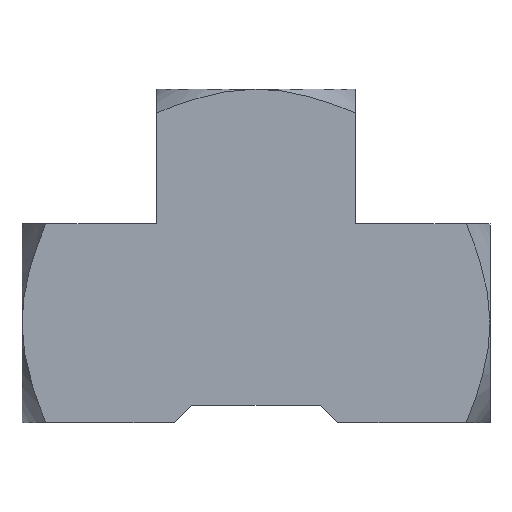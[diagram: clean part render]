
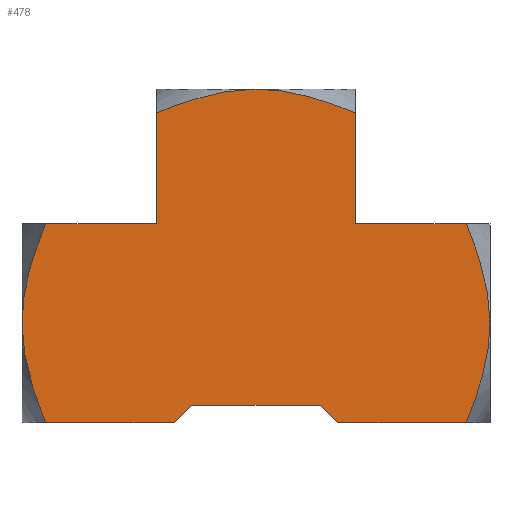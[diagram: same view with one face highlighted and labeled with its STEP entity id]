
A CAD part, top view. The second image highlights one B-rep face of the part: STEP entity #478.
In plain terms, the highlighted planar face has unit normal (0, 0, 1).
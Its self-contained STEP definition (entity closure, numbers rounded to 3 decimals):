
#15=LINE('',#761,#39);
#16=LINE('',#763,#40);
#17=LINE('',#772,#41);
#18=LINE('',#774,#42);
#19=LINE('',#776,#43);
#20=LINE('',#778,#44);
#21=LINE('',#780,#45);
#22=LINE('',#789,#46);
#23=LINE('',#790,#47);
#39=VECTOR('',#618,9.467);
#40=VECTOR('',#619,9.467);
#41=VECTOR('',#620,10.967);
#42=VECTOR('',#621,2.121);
#43=VECTOR('',#622,11.);
#44=VECTOR('',#623,2.121);
#45=VECTOR('',#624,10.967);
#46=VECTOR('',#625,9.467);
#47=VECTOR('',#626,9.467);
#65=(
BOUNDED_CURVE()
B_SPLINE_CURVE(2,(#737,#738,#739),.UNSPECIFIED.,.F.,.F.)
B_SPLINE_CURVE_WITH_KNOTS((3,3),(0.852,2.019),
 .UNSPECIFIED.)
CURVE()
GEOMETRIC_REPRESENTATION_ITEM()
RATIONAL_B_SPLINE_CURVE((1.151,1.179,1.))
REPRESENTATION_ITEM('')
);
#67=(
BOUNDED_CURVE()
B_SPLINE_CURVE(2,(#745,#746,#747),.UNSPECIFIED.,.F.,.F.)
B_SPLINE_CURVE_WITH_KNOTS((3,3),(2.019,3.185),
 .UNSPECIFIED.)
CURVE()
GEOMETRIC_REPRESENTATION_ITEM()
RATIONAL_B_SPLINE_CURVE((1.,1.179,1.151))
REPRESENTATION_ITEM('')
);
#71=(
BOUNDED_CURVE()
B_SPLINE_CURVE(2,(#764,#765,#766),.UNSPECIFIED.,.F.,.F.)
B_SPLINE_CURVE_WITH_KNOTS((3,3),(0.782,1.927),
 .UNSPECIFIED.)
CURVE()
GEOMETRIC_REPRESENTATION_ITEM()
RATIONAL_B_SPLINE_CURVE((1.141,1.174,1.))
REPRESENTATION_ITEM('')
);
#72=(
BOUNDED_CURVE()
B_SPLINE_CURVE(2,(#768,#769,#770),.UNSPECIFIED.,.F.,.F.)
B_SPLINE_CURVE_WITH_KNOTS((3,3),(1.927,3.071),
 .UNSPECIFIED.)
CURVE()
GEOMETRIC_REPRESENTATION_ITEM()
RATIONAL_B_SPLINE_CURVE((1.,1.174,1.141))
REPRESENTATION_ITEM('')
);
#73=(
BOUNDED_CURVE()
B_SPLINE_CURVE(2,(#781,#782,#783),.UNSPECIFIED.,.F.,.F.)
B_SPLINE_CURVE_WITH_KNOTS((3,3),(0.52,1.578),
 .UNSPECIFIED.)
CURVE()
GEOMETRIC_REPRESENTATION_ITEM()
RATIONAL_B_SPLINE_CURVE((1.101,1.153,1.))
REPRESENTATION_ITEM('')
);
#74=(
BOUNDED_CURVE()
B_SPLINE_CURVE(2,(#785,#786,#787),.UNSPECIFIED.,.F.,.F.)
B_SPLINE_CURVE_WITH_KNOTS((3,3),(1.578,2.636),
 .UNSPECIFIED.)
CURVE()
GEOMETRIC_REPRESENTATION_ITEM()
RATIONAL_B_SPLINE_CURVE((1.,1.153,1.101))
REPRESENTATION_ITEM('')
);
#90=PLANE('',#531);
#126=FACE_OUTER_BOUND('',#166,.T.);
#166=EDGE_LOOP('',(#355,#356,#357,#358,#359,#360,#361,#362,#363,#364,#365,
#366,#367,#368,#369));
#208=VERTEX_POINT('',#692);
#216=VERTEX_POINT('',#710);
#220=VERTEX_POINT('',#720);
#224=VERTEX_POINT('',#736);
#225=VERTEX_POINT('',#744);
#227=VERTEX_POINT('',#760);
#228=VERTEX_POINT('',#762);
#229=VERTEX_POINT('',#767);
#230=VERTEX_POINT('',#771);
#231=VERTEX_POINT('',#773);
#232=VERTEX_POINT('',#775);
#233=VERTEX_POINT('',#777);
#234=VERTEX_POINT('',#779);
#235=VERTEX_POINT('',#784);
#236=VERTEX_POINT('',#788);
#269=EDGE_CURVE('',#224,#216,#65,.T.);
#271=EDGE_CURVE('',#216,#225,#67,.T.);
#275=EDGE_CURVE('',#225,#227,#15,.T.);
#276=EDGE_CURVE('',#227,#228,#16,.T.);
#277=EDGE_CURVE('',#228,#208,#71,.T.);
#278=EDGE_CURVE('',#208,#229,#72,.T.);
#279=EDGE_CURVE('',#229,#230,#17,.T.);
#280=EDGE_CURVE('',#230,#231,#18,.T.);
#281=EDGE_CURVE('',#231,#232,#19,.T.);
#282=EDGE_CURVE('',#232,#233,#20,.T.);
#283=EDGE_CURVE('',#233,#234,#21,.T.);
#284=EDGE_CURVE('',#234,#220,#73,.T.);
#285=EDGE_CURVE('',#220,#235,#74,.T.);
#286=EDGE_CURVE('',#235,#236,#22,.T.);
#287=EDGE_CURVE('',#236,#224,#23,.T.);
#355=ORIENTED_EDGE('',*,*,#269,.T.);
#356=ORIENTED_EDGE('',*,*,#271,.T.);
#357=ORIENTED_EDGE('',*,*,#275,.T.);
#358=ORIENTED_EDGE('',*,*,#276,.T.);
#359=ORIENTED_EDGE('',*,*,#277,.T.);
#360=ORIENTED_EDGE('',*,*,#278,.T.);
#361=ORIENTED_EDGE('',*,*,#279,.T.);
#362=ORIENTED_EDGE('',*,*,#280,.T.);
#363=ORIENTED_EDGE('',*,*,#281,.T.);
#364=ORIENTED_EDGE('',*,*,#282,.T.);
#365=ORIENTED_EDGE('',*,*,#283,.T.);
#366=ORIENTED_EDGE('',*,*,#284,.T.);
#367=ORIENTED_EDGE('',*,*,#285,.T.);
#368=ORIENTED_EDGE('',*,*,#286,.T.);
#369=ORIENTED_EDGE('',*,*,#287,.T.);
#478=ADVANCED_FACE('',(#126),#90,.T.);
#531=AXIS2_PLACEMENT_3D('',#759,#616,#617);
#616=DIRECTION('center_axis',(0.,0.,1.));
#617=DIRECTION('ref_axis',(1.,0.,0.));
#618=DIRECTION('',(0.,-1.,0.));
#619=DIRECTION('',(-1.,0.,0.));
#620=DIRECTION('',(1.,0.,0.));
#621=DIRECTION('',(0.707,0.707,0.));
#622=DIRECTION('',(1.,0.,0.));
#623=DIRECTION('',(0.707,-0.707,0.));
#624=DIRECTION('',(1.,0.,0.));
#625=DIRECTION('',(-1.,0.,0.));
#626=DIRECTION('',(0.,1.,0.));
#692=CARTESIAN_POINT('',(-20.,0.,8.5));
#710=CARTESIAN_POINT('',(0.,20.,8.5));
#720=CARTESIAN_POINT('',(20.,0.,8.5));
#736=CARTESIAN_POINT('',(8.5,17.967,8.5));
#737=CARTESIAN_POINT('Ctrl Pts',(8.5,17.967,8.5));
#738=CARTESIAN_POINT('Ctrl Pts',(3.521,20.,8.5));
#739=CARTESIAN_POINT('Ctrl Pts',(0.,20.,8.5));
#744=CARTESIAN_POINT('',(-8.5,17.967,8.5));
#745=CARTESIAN_POINT('Ctrl Pts',(0.,20.,8.5));
#746=CARTESIAN_POINT('Ctrl Pts',(-3.521,20.,8.5));
#747=CARTESIAN_POINT('Ctrl Pts',(-8.5,17.967,8.5));
#759=CARTESIAN_POINT('Origin',(8.756,4.595,8.5));
#760=CARTESIAN_POINT('',(-8.5,8.5,8.5));
#761=CARTESIAN_POINT('',(-8.5,20.,8.5));
#762=CARTESIAN_POINT('',(-17.967,8.5,8.5));
#763=CARTESIAN_POINT('',(-8.5,8.5,8.5));
#764=CARTESIAN_POINT('Ctrl Pts',(-17.967,8.5,8.5));
#765=CARTESIAN_POINT('Ctrl Pts',(-20.,3.521,8.5));
#766=CARTESIAN_POINT('Ctrl Pts',(-20.,0.,8.5));
#767=CARTESIAN_POINT('',(-17.967,-8.5,8.5));
#768=CARTESIAN_POINT('Ctrl Pts',(-20.,0.,8.5));
#769=CARTESIAN_POINT('Ctrl Pts',(-20.,-3.521,8.5));
#770=CARTESIAN_POINT('Ctrl Pts',(-17.967,-8.5,8.5));
#771=CARTESIAN_POINT('',(-7.,-8.5,8.5));
#772=CARTESIAN_POINT('',(-20.,-8.5,8.5));
#773=CARTESIAN_POINT('',(-5.5,-7.,8.5));
#774=CARTESIAN_POINT('',(-7.,-8.5,8.5));
#775=CARTESIAN_POINT('',(5.5,-7.,8.5));
#776=CARTESIAN_POINT('',(-5.5,-7.,8.5));
#777=CARTESIAN_POINT('',(7.,-8.5,8.5));
#778=CARTESIAN_POINT('',(5.5,-7.,8.5));
#779=CARTESIAN_POINT('',(17.967,-8.5,8.5));
#780=CARTESIAN_POINT('',(7.,-8.5,8.5));
#781=CARTESIAN_POINT('Ctrl Pts',(17.967,-8.5,8.5));
#782=CARTESIAN_POINT('Ctrl Pts',(20.,-3.521,8.5));
#783=CARTESIAN_POINT('Ctrl Pts',(20.,0.,8.5));
#784=CARTESIAN_POINT('',(17.967,8.5,8.5));
#785=CARTESIAN_POINT('Ctrl Pts',(20.,0.,8.5));
#786=CARTESIAN_POINT('Ctrl Pts',(20.,3.521,8.5));
#787=CARTESIAN_POINT('Ctrl Pts',(17.967,8.5,8.5));
#788=CARTESIAN_POINT('',(8.5,8.5,8.5));
#789=CARTESIAN_POINT('',(20.,8.5,8.5));
#790=CARTESIAN_POINT('',(8.5,8.5,8.5));
